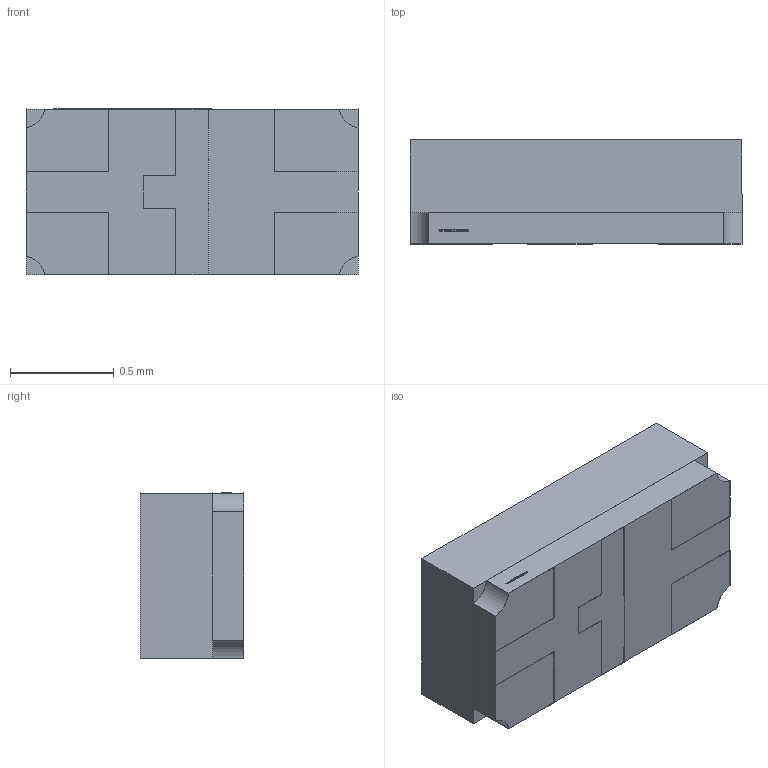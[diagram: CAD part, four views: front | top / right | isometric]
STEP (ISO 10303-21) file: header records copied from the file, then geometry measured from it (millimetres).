
FILE_DESCRIPTION (( 'STEP AP214' ), '1' );
FILE_NAME ('XZxxxx53W-9.STEP', '2015-09-11T17:56:31', ( '' ), ( '' ), 'SwSTEP 2.0', 'SolidWorks 2012', '' );
FILE_SCHEMA (( 'AUTOMOTIVE_DESIGN' ));
Length unit declared in the file: millimetre
Products named in the file (1): XZxxxx53W-9
Bounding box: 1.6 x 0.5 x 0.8 mm (x, y, z)
Volume: 0.6 mm3; surface area: 8.7 mm2
Topology: 7 solids, 7 shells, 278 faces, 732 edges, 488 vertices
Faces by surface type: plane 171, bspline 99, cylinder 8
Entity records: 13162 total; most frequent: CARTESIAN_POINT 6854, ORIENTED_EDGE 1464, DIRECTION 910, EDGE_CURVE 732, VECTOR 518, LINE 518, VERTEX_POINT 488, EDGE_LOOP 298
